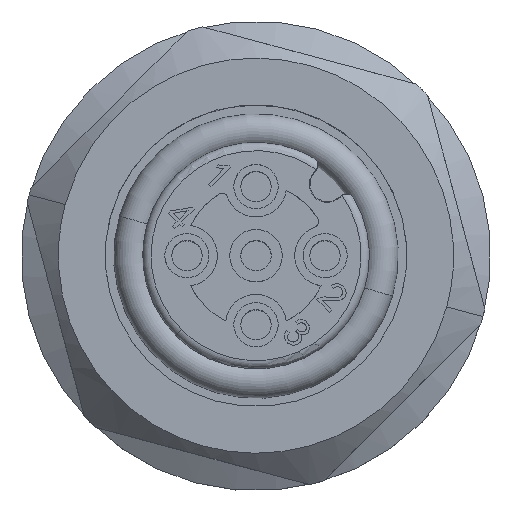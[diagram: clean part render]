
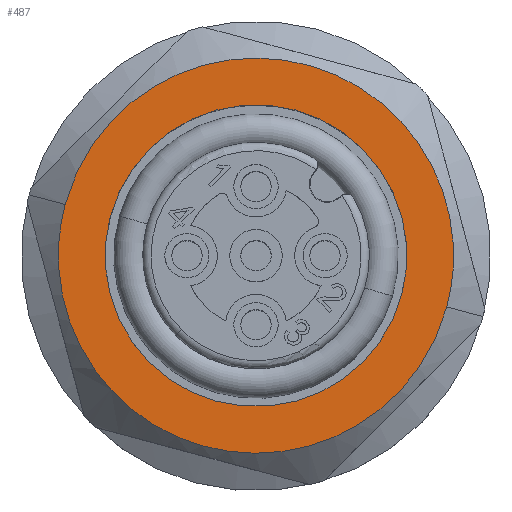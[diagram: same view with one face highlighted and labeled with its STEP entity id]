
A CAD part, top view. The second image highlights one B-rep face of the part: STEP entity #487.
In plain terms, the highlighted planar face has unit normal (0, 0, 1).
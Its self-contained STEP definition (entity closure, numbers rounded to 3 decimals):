
#314=AXIS2_PLACEMENT_3D('Circle Axis2P3D',#312,#313,$) ;
#321=AXIS2_PLACEMENT_3D('Circle Axis2P3D',#319,#320,$) ;
#347=AXIS2_PLACEMENT_3D('Circle Axis2P3D',#345,#346,$) ;
#419=AXIS2_PLACEMENT_3D('Plane Axis2P3D',#416,#417,#418) ;
#309=CARTESIAN_POINT('Vertex',(4.639,12.361,17.3)) ;
#312=CARTESIAN_POINT('Axis2P3D Location',(8.5,8.5,17.3)) ;
#316=CARTESIAN_POINT('Vertex',(9.913,3.226,17.3)) ;
#319=CARTESIAN_POINT('Axis2P3D Location',(8.5,8.5,17.3)) ;
#323=CARTESIAN_POINT('Vertex',(12.361,4.639,17.3)) ;
#345=CARTESIAN_POINT('Axis2P3D Location',(8.5,8.5,17.3)) ;
#349=CARTESIAN_POINT('Vertex',(7.087,13.774,17.3)) ;
#353=CARTESIAN_POINT('Control Point',(7.087,13.774,17.3)) ;
#354=CARTESIAN_POINT('Control Point',(6.396,13.589,17.3)) ;
#355=CARTESIAN_POINT('Control Point',(5.738,13.283,17.3)) ;
#356=CARTESIAN_POINT('Control Point',(5.145,12.866,17.3)) ;
#357=CARTESIAN_POINT('Control Point',(4.639,12.361,17.3)) ;
#416=CARTESIAN_POINT('Axis2P3D Location',(10.121,2.451,17.3)) ;
#422=CARTESIAN_POINT('Control Point',(15.406,6.65,17.3)) ;
#423=CARTESIAN_POINT('Control Point',(15.237,6.017,17.3)) ;
#424=CARTESIAN_POINT('Control Point',(14.995,5.404,17.3)) ;
#425=CARTESIAN_POINT('Control Point',(14.684,4.821,17.3)) ;
#426=CARTESIAN_POINT('Control Point',(13.933,3.737,17.3)) ;
#427=CARTESIAN_POINT('Control Point',(12.956,2.851,17.3)) ;
#428=CARTESIAN_POINT('Control Point',(12.419,2.466,17.3)) ;
#429=CARTESIAN_POINT('Control Point',(11.267,1.826,17.3)) ;
#430=CARTESIAN_POINT('Control Point',(9.999,1.463,17.3)) ;
#431=CARTESIAN_POINT('Control Point',(9.347,1.355,17.3)) ;
#432=CARTESIAN_POINT('Control Point',(8.03,1.29,17.3)) ;
#433=CARTESIAN_POINT('Control Point',(6.733,1.525,17.3)) ;
#434=CARTESIAN_POINT('Control Point',(6.1,1.717,17.3)) ;
#435=CARTESIAN_POINT('Control Point',(4.891,2.241,17.3)) ;
#436=CARTESIAN_POINT('Control Point',(3.831,3.025,17.3)) ;
#437=CARTESIAN_POINT('Control Point',(3.348,3.477,17.3)) ;
#438=CARTESIAN_POINT('Control Point',(2.495,4.482,17.3)) ;
#439=CARTESIAN_POINT('Control Point',(1.891,5.654,17.3)) ;
#440=CARTESIAN_POINT('Control Point',(1.658,6.273,17.3)) ;
#441=CARTESIAN_POINT('Control Point',(1.36,7.461,17.3)) ;
#442=CARTESIAN_POINT('Control Point',(1.319,8.684,17.3)) ;
#443=CARTESIAN_POINT('Control Point',(1.356,9.249,17.3)) ;
#444=CARTESIAN_POINT('Control Point',(1.448,9.807,17.3)) ;
#445=CARTESIAN_POINT('Control Point',(1.594,10.35,17.3)) ;
#446=CARTESIAN_POINT('Vertex',(1.594,10.35,17.3)) ;
#448=CARTESIAN_POINT('Vertex',(15.406,6.65,17.3)) ;
#452=CARTESIAN_POINT('Control Point',(1.594,10.35,17.3)) ;
#453=CARTESIAN_POINT('Control Point',(1.763,10.983,17.3)) ;
#454=CARTESIAN_POINT('Control Point',(2.005,11.596,17.3)) ;
#455=CARTESIAN_POINT('Control Point',(2.316,12.179,17.3)) ;
#456=CARTESIAN_POINT('Control Point',(3.067,13.263,17.3)) ;
#457=CARTESIAN_POINT('Control Point',(4.044,14.149,17.3)) ;
#458=CARTESIAN_POINT('Control Point',(4.581,14.534,17.3)) ;
#459=CARTESIAN_POINT('Control Point',(5.733,15.174,17.3)) ;
#460=CARTESIAN_POINT('Control Point',(7.001,15.537,17.3)) ;
#461=CARTESIAN_POINT('Control Point',(7.653,15.645,17.3)) ;
#462=CARTESIAN_POINT('Control Point',(8.97,15.71,17.3)) ;
#463=CARTESIAN_POINT('Control Point',(10.267,15.475,17.3)) ;
#464=CARTESIAN_POINT('Control Point',(10.9,15.283,17.3)) ;
#465=CARTESIAN_POINT('Control Point',(12.109,14.759,17.3)) ;
#466=CARTESIAN_POINT('Control Point',(13.169,13.975,17.3)) ;
#467=CARTESIAN_POINT('Control Point',(13.652,13.523,17.3)) ;
#468=CARTESIAN_POINT('Control Point',(14.505,12.518,17.3)) ;
#469=CARTESIAN_POINT('Control Point',(15.109,11.346,17.3)) ;
#470=CARTESIAN_POINT('Control Point',(15.342,10.727,17.3)) ;
#471=CARTESIAN_POINT('Control Point',(15.64,9.539,17.3)) ;
#472=CARTESIAN_POINT('Control Point',(15.681,8.316,17.3)) ;
#473=CARTESIAN_POINT('Control Point',(15.644,7.751,17.3)) ;
#474=CARTESIAN_POINT('Control Point',(15.552,7.193,17.3)) ;
#475=CARTESIAN_POINT('Control Point',(15.406,6.65,17.3)) ;
#313=DIRECTION('Axis2P3D Direction',(0.,0.,1.)) ;
#320=DIRECTION('Axis2P3D Direction',(0.,0.,1.)) ;
#346=DIRECTION('Axis2P3D Direction',(0.,0.,1.)) ;
#417=DIRECTION('Axis2P3D Direction',(0.,0.,1.)) ;
#418=DIRECTION('Axis2P3D XDirection',(-0.966,-0.259,0.)) ;
#478=ORIENTED_EDGE('',*,*,#450,.T.) ;
#479=ORIENTED_EDGE('',*,*,#476,.T.) ;
#482=ORIENTED_EDGE('',*,*,#318,.F.) ;
#483=ORIENTED_EDGE('',*,*,#358,.F.) ;
#484=ORIENTED_EDGE('',*,*,#351,.F.) ;
#485=ORIENTED_EDGE('',*,*,#325,.F.) ;
#486=FACE_BOUND('',#481,.T.) ;
#487=ADVANCED_FACE('Hauptkoerper',(#480,#486),#420,.T.) ;
#352=B_SPLINE_CURVE_WITH_KNOTS('',4,(#353,#354,#355,#356,#357),.UNSPECIFIED.,.F.,.U.,(5,5),(-1.429,1.429),.UNSPECIFIED.) ;
#421=B_SPLINE_CURVE_WITH_KNOTS('',5,(#422,#423,#424,#425,#426,#427,#428,#429,#430,#431,#432,#433,#434,#435,#436,#437,#438,#439,#440,#441,#442,#443,#444,#445),.UNSPECIFIED.,.F.,.U.,(6,3,3,3,3,3,3,6),(0.,4.631,9.263,13.894,18.526,23.157,27.788,31.766),.UNSPECIFIED.) ;
#451=B_SPLINE_CURVE_WITH_KNOTS('',5,(#452,#453,#454,#455,#456,#457,#458,#459,#460,#461,#462,#463,#464,#465,#466,#467,#468,#469,#470,#471,#472,#473,#474,#475),.UNSPECIFIED.,.F.,.U.,(6,3,3,3,3,3,3,6),(0.,4.631,9.263,13.894,18.526,23.157,27.788,31.766),.UNSPECIFIED.) ;
#315=CIRCLE('generated circle',#314,5.46) ;
#322=CIRCLE('generated circle',#321,5.46) ;
#348=CIRCLE('generated circle',#347,5.46) ;
#318=EDGE_CURVE('',#310,#317,#315,.T.) ;
#325=EDGE_CURVE('',#317,#324,#322,.T.) ;
#351=EDGE_CURVE('',#324,#350,#348,.T.) ;
#358=EDGE_CURVE('',#350,#310,#352,.T.) ;
#450=EDGE_CURVE('',#447,#449,#421,.F.) ;
#476=EDGE_CURVE('',#449,#447,#451,.F.) ;
#477=EDGE_LOOP('',(#478,#479)) ;
#481=EDGE_LOOP('',(#482,#483,#484,#485)) ;
#480=FACE_OUTER_BOUND('',#477,.T.) ;
#420=PLANE('',#419) ;
#310=VERTEX_POINT('',#309) ;
#317=VERTEX_POINT('',#316) ;
#324=VERTEX_POINT('',#323) ;
#350=VERTEX_POINT('',#349) ;
#447=VERTEX_POINT('',#446) ;
#449=VERTEX_POINT('',#448) ;
